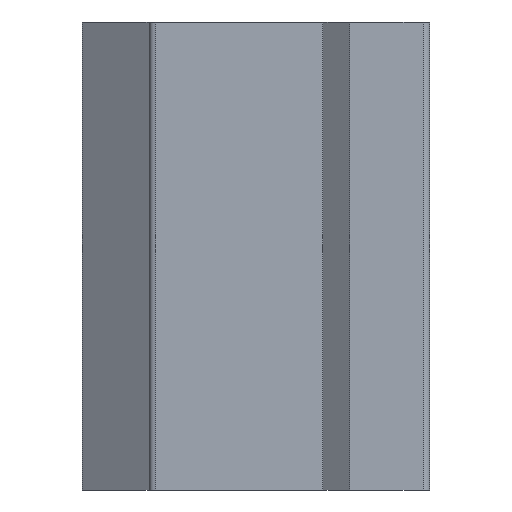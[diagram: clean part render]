
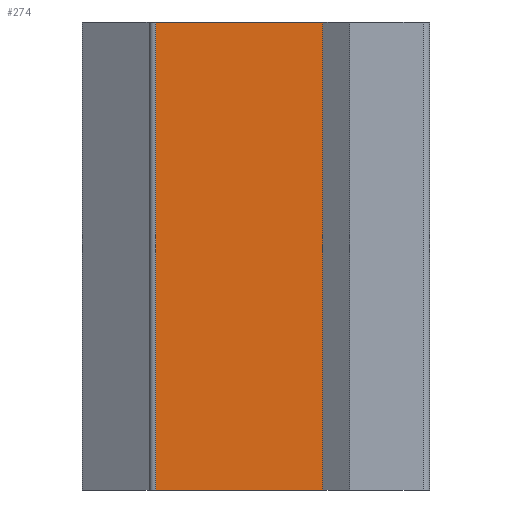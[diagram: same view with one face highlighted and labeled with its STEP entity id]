
A CAD part, left-side view. The second image highlights one B-rep face of the part: STEP entity #274.
In plain terms, the highlighted planar face has unit normal (-1, 0, 0).
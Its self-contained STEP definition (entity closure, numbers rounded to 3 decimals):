
#25 = CARTESIAN_POINT ( 'NONE',  ( -18.5, 8., 17.5 ) ) ;
#33 = CARTESIAN_POINT ( 'NONE',  ( -18.5, -5., 17.5 ) ) ;
#40 = VECTOR ( 'NONE', #62, 1000. ) ;
#62 = DIRECTION ( 'NONE',  ( 0., 0., -1. ) ) ;
#164 = EDGE_CURVE ( 'NONE', #1108, #1222, #877, .T. ) ;
#237 = CARTESIAN_POINT ( 'NONE',  ( -18.5, 7.5, 17.5 ) ) ;
#246 = VERTEX_POINT ( 'NONE', #285 ) ;
#274 = ADVANCED_FACE ( 'NONE', ( #1492 ), #673, .F. ) ;
#285 = CARTESIAN_POINT ( 'NONE',  ( -18.5, -5., -17.5 ) ) ;
#376 = EDGE_CURVE ( 'NONE', #1108, #1330, #727, .T. ) ;
#413 = LINE ( 'NONE', #907, #456 ) ;
#430 = EDGE_CURVE ( 'NONE', #1330, #246, #413, .T. ) ;
#453 = VECTOR ( 'NONE', #1501, 1000. ) ;
#456 = VECTOR ( 'NONE', #602, 1000. ) ;
#495 = ORIENTED_EDGE ( 'NONE', *, *, #376, .T. ) ;
#521 = CARTESIAN_POINT ( 'NONE',  ( -18.5, 8., 17.5 ) ) ;
#568 = LINE ( 'NONE', #1495, #453 ) ;
#599 = EDGE_LOOP ( 'NONE', ( #647, #495, #1469, #634 ) ) ;
#602 = DIRECTION ( 'NONE',  ( 0., -1., 0. ) ) ;
#634 = ORIENTED_EDGE ( 'NONE', *, *, #1384, .F. ) ;
#647 = ORIENTED_EDGE ( 'NONE', *, *, #164, .F. ) ;
#673 = PLANE ( 'NONE',  #1378 ) ;
#727 = LINE ( 'NONE', #237, #40 ) ;
#751 = DIRECTION ( 'NONE',  ( 0., -1., 0. ) ) ;
#797 = CARTESIAN_POINT ( 'NONE',  ( -18.5, 7.5, -17.5 ) ) ;
#874 = CARTESIAN_POINT ( 'NONE',  ( -18.5, 7.5, 17.5 ) ) ;
#877 = LINE ( 'NONE', #25, #1075 ) ;
#907 = CARTESIAN_POINT ( 'NONE',  ( -18.5, 8., -17.5 ) ) ;
#1034 = DIRECTION ( 'NONE',  ( 0., 0., -1. ) ) ;
#1075 = VECTOR ( 'NONE', #751, 1000. ) ;
#1108 = VERTEX_POINT ( 'NONE', #874 ) ;
#1222 = VERTEX_POINT ( 'NONE', #33 ) ;
#1330 = VERTEX_POINT ( 'NONE', #797 ) ;
#1378 = AXIS2_PLACEMENT_3D ( 'NONE', #521, #1463, #1034 ) ;
#1384 = EDGE_CURVE ( 'NONE', #1222, #246, #568, .T. ) ;
#1463 = DIRECTION ( 'NONE',  ( 1., 0., 0. ) ) ;
#1469 = ORIENTED_EDGE ( 'NONE', *, *, #430, .T. ) ;
#1492 = FACE_OUTER_BOUND ( 'NONE', #599, .T. ) ;
#1495 = CARTESIAN_POINT ( 'NONE',  ( -18.5, -5., 17.5 ) ) ;
#1501 = DIRECTION ( 'NONE',  ( 0., 0., -1. ) ) ;
